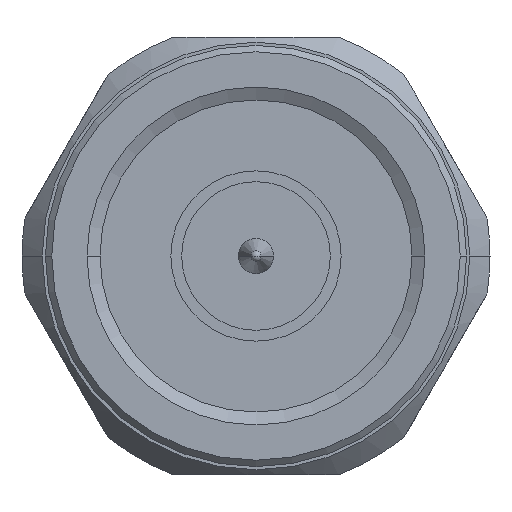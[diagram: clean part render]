
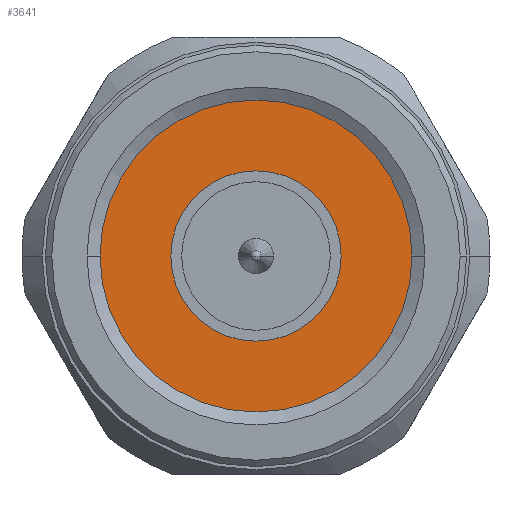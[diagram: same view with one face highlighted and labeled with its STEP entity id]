
A CAD part, left-side view. The second image highlights one B-rep face of the part: STEP entity #3641.
In plain terms, the highlighted planar face has unit normal (-1, 0, 0).
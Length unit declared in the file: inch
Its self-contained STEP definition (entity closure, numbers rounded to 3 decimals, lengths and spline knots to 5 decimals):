
#45 = AXIS2_PLACEMENT_3D ( 'NONE', #1392, #2558, #2198 ) ;
#72 = DIRECTION ( 'NONE',  ( 0., 1., 0. ) ) ;
#90 = VERTEX_POINT ( 'NONE', #1380 ) ;
#111 = FACE_BOUND ( 'NONE', #1115, .T. ) ;
#375 = CIRCLE ( 'NONE', #3078, 0.34395 ) ;
#486 = CARTESIAN_POINT ( 'NONE',  ( 0.41653, 0., 0. ) ) ;
#557 = EDGE_CURVE ( 'NONE', #2730, #2188, #1276, .T. ) ;
#1115 = EDGE_LOOP ( 'NONE', ( #2678, #1851 ) ) ;
#1143 = EDGE_CURVE ( 'NONE', #2188, #2730, #375, .T. ) ;
#1276 = CIRCLE ( 'NONE', #45, 0.34395 ) ;
#1380 = CARTESIAN_POINT ( 'NONE',  ( 0.41653, -0.15748, 0. ) ) ;
#1392 = CARTESIAN_POINT ( 'NONE',  ( 0.41653, 0., 0. ) ) ;
#1409 = ORIENTED_EDGE ( 'NONE', *, *, #557, .T. ) ;
#1521 = CARTESIAN_POINT ( 'NONE',  ( 0.41653, -0.34395, 0. ) ) ;
#1666 = CARTESIAN_POINT ( 'NONE',  ( 0.41653, 0., 0. ) ) ;
#1823 = DIRECTION ( 'NONE',  ( 1., 0., 0. ) ) ;
#1851 = ORIENTED_EDGE ( 'NONE', *, *, #3024, .F. ) ;
#1898 = DIRECTION ( 'NONE',  ( 0., -1., 0. ) ) ;
#2002 = AXIS2_PLACEMENT_3D ( 'NONE', #486, #3644, #1898 ) ;
#2025 = CARTESIAN_POINT ( 'NONE',  ( 0.41653, 0., 0. ) ) ;
#2181 = PLANE ( 'NONE',  #3680 ) ;
#2188 = VERTEX_POINT ( 'NONE', #1521 ) ;
#2198 = DIRECTION ( 'NONE',  ( 0., -1., 0. ) ) ;
#2219 = ORIENTED_EDGE ( 'NONE', *, *, #1143, .T. ) ;
#2309 = EDGE_CURVE ( 'NONE', #90, #3176, #2426, .T. ) ;
#2426 = CIRCLE ( 'NONE', #2002, 0.15748 ) ;
#2438 = CIRCLE ( 'NONE', #3484, 0.15748 ) ;
#2558 = DIRECTION ( 'NONE',  ( -1., 0., 0. ) ) ;
#2625 = DIRECTION ( 'NONE',  ( 0., -1., 0. ) ) ;
#2678 = ORIENTED_EDGE ( 'NONE', *, *, #2309, .F. ) ;
#2730 = VERTEX_POINT ( 'NONE', #3001 ) ;
#2907 = DIRECTION ( 'NONE',  ( -1., 0., 0. ) ) ;
#2941 = CARTESIAN_POINT ( 'NONE',  ( 0.41653, 0.15748, 0. ) ) ;
#3001 = CARTESIAN_POINT ( 'NONE',  ( 0.41653, 0.34395, 0. ) ) ;
#3024 = EDGE_CURVE ( 'NONE', #3176, #90, #2438, .T. ) ;
#3078 = AXIS2_PLACEMENT_3D ( 'NONE', #2025, #2907, #2625 ) ;
#3176 = VERTEX_POINT ( 'NONE', #2941 ) ;
#3352 = FACE_OUTER_BOUND ( 'NONE', #3732, .T. ) ;
#3484 = AXIS2_PLACEMENT_3D ( 'NONE', #1666, #3759, #3740 ) ;
#3589 = CARTESIAN_POINT ( 'NONE',  ( 0.41653, 0., 0. ) ) ;
#3641 = ADVANCED_FACE ( 'NONE', ( #111, #3352 ), #2181, .F. ) ;
#3644 = DIRECTION ( 'NONE',  ( -1., 0., 0. ) ) ;
#3680 = AXIS2_PLACEMENT_3D ( 'NONE', #3589, #1823, #72 ) ;
#3732 = EDGE_LOOP ( 'NONE', ( #2219, #1409 ) ) ;
#3740 = DIRECTION ( 'NONE',  ( 0., -1., 0. ) ) ;
#3759 = DIRECTION ( 'NONE',  ( -1., 0., 0. ) ) ;
